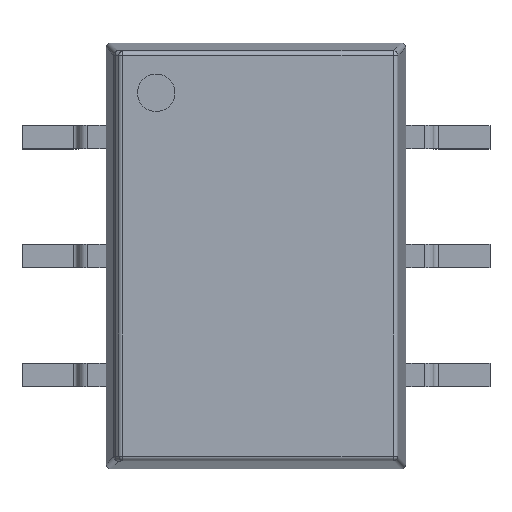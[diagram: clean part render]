
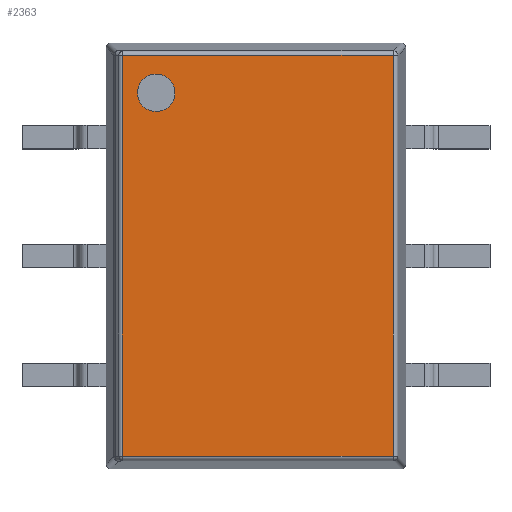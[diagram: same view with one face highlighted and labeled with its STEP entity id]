
A CAD part, top view. The second image highlights one B-rep face of the part: STEP entity #2363.
In plain terms, the highlighted planar face has unit normal (0, 0, 1).
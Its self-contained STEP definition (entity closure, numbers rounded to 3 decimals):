
#2186 = VERTEX_POINT('',#2187);
#2187 = CARTESIAN_POINT('',(0.341,8.831,3.9));
#2194 = EDGE_CURVE('',#2186,#2195,#2197,.T.);
#2195 = VERTEX_POINT('',#2196);
#2196 = CARTESIAN_POINT('',(6.131,8.831,3.9));
#2197 = LINE('',#2198,#2199);
#2198 = CARTESIAN_POINT('',(0.3,8.831,3.9));
#2199 = VECTOR('',#2200,1.);
#2200 = DIRECTION('',(1.,0.,0.));
#2261 = VERTEX_POINT('',#2262);
#2262 = CARTESIAN_POINT('',(6.131,0.269,3.9));
#2269 = EDGE_CURVE('',#2270,#2261,#2272,.T.);
#2270 = VERTEX_POINT('',#2271);
#2271 = CARTESIAN_POINT('',(0.341,0.269,3.9));
#2272 = LINE('',#2273,#2274);
#2273 = CARTESIAN_POINT('',(0.3,0.269,3.9));
#2274 = VECTOR('',#2275,1.);
#2275 = DIRECTION('',(1.,-0.,0.));
#2300 = EDGE_CURVE('',#2270,#2186,#2301,.T.);
#2301 = LINE('',#2302,#2303);
#2302 = CARTESIAN_POINT('',(0.341,0.179,3.9));
#2303 = VECTOR('',#2304,1.);
#2304 = DIRECTION('',(0.,1.,0.));
#2363 = ADVANCED_FACE('',(#2364,#2375),#2386,.T.);
#2364 = FACE_BOUND('',#2365,.T.);
#2365 = EDGE_LOOP('',(#2366,#2367,#2368,#2369));
#2366 = ORIENTED_EDGE('',*,*,#2194,.F.);
#2367 = ORIENTED_EDGE('',*,*,#2300,.F.);
#2368 = ORIENTED_EDGE('',*,*,#2269,.T.);
#2369 = ORIENTED_EDGE('',*,*,#2370,.T.);
#2370 = EDGE_CURVE('',#2261,#2195,#2371,.T.);
#2371 = LINE('',#2372,#2373);
#2372 = CARTESIAN_POINT('',(6.131,0.179,3.9));
#2373 = VECTOR('',#2374,1.);
#2374 = DIRECTION('',(0.,1.,-0.));
#2375 = FACE_BOUND('',#2376,.T.);
#2376 = EDGE_LOOP('',(#2377));
#2377 = ORIENTED_EDGE('',*,*,#2378,.F.);
#2378 = EDGE_CURVE('',#2379,#2379,#2381,.T.);
#2379 = VERTEX_POINT('',#2380);
#2380 = CARTESIAN_POINT('',(1.467,8.033,3.9));
#2381 = CIRCLE('',#2382,0.4);
#2382 = AXIS2_PLACEMENT_3D('',#2383,#2384,#2385);
#2383 = CARTESIAN_POINT('',(1.067,8.033,3.9));
#2384 = DIRECTION('',(0.,0.,1.));
#2385 = DIRECTION('',(1.,0.,-0.));
#2386 = PLANE('',#2387);
#2387 = AXIS2_PLACEMENT_3D('',#2388,#2389,#2390);
#2388 = CARTESIAN_POINT('',(0.,0.,3.9));
#2389 = DIRECTION('',(0.,0.,1.));
#2390 = DIRECTION('',(1.,0.,-0.));
